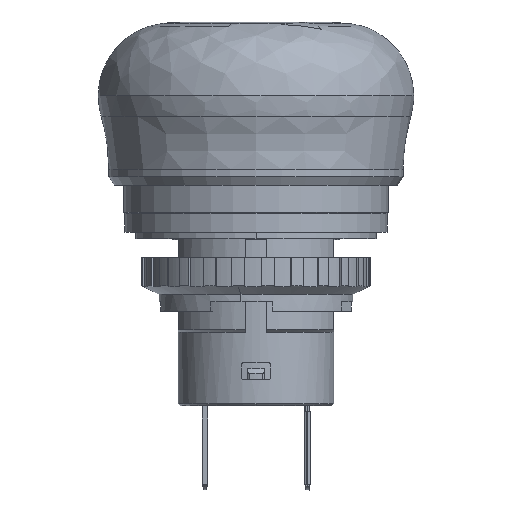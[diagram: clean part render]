
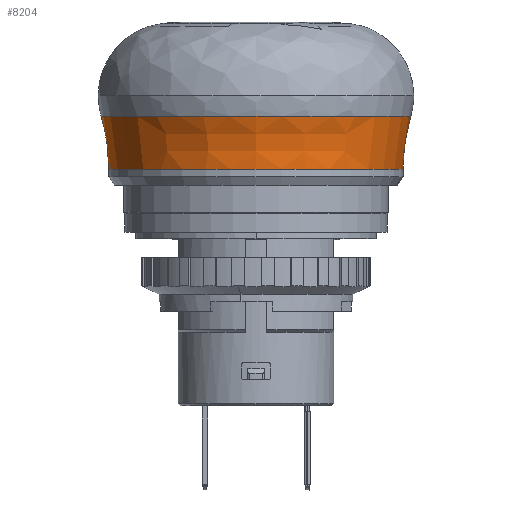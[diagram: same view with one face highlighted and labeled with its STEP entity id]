
A CAD part, front view. The second image highlights one B-rep face of the part: STEP entity #8204.
In plain terms, the highlighted free-form (B-spline) face has degree [3, 3] with [4, 4] control points.
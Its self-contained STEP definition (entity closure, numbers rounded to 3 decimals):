
#95 =( BOUNDED_SURFACE ( )  B_SPLINE_SURFACE ( 3, 3, ( 
 ( #2821, #6650, #10468, #1873 ),
 ( #5701, #9526, #918, #4921 ),
 ( #8757, #131, #3985, #7809 ),
 ( #11635, #3045, #6873, #10700 ) ),
 .UNSPECIFIED., .F., .F., .F. ) 
 B_SPLINE_SURFACE_WITH_KNOTS ( ( 4, 4 ),
 ( 4, 4 ),
 ( 0., 1. ),
 ( 0., 1. ),
 .UNSPECIFIED. ) 
 GEOMETRIC_REPRESENTATION_ITEM ( )  RATIONAL_B_SPLINE_SURFACE ( (
 ( 1., 0.333, 0.333, 1.),
 ( 0.981, 0.327, 0.327, 0.981),
 ( 0.981, 0.327, 0.327, 0.981),
 ( 1., 0.333, 0.333, 1.) ) ) 
 REPRESENTATION_ITEM ( '' )  SURFACE ( )  );
#131 = CARTESIAN_POINT ( 'NONE',  ( -14.212, -28.424, -9.978 ) ) ;
#682 = CIRCLE ( 'NONE', #9326, 14.72 ) ;
#918 = CARTESIAN_POINT ( 'NONE',  ( 13.797, -27.595, -12.88 ) ) ;
#1033 = CARTESIAN_POINT ( 'NONE',  ( 14., 0., -14. ) ) ;
#1571 = VERTEX_POINT ( 'NONE', #11134 ) ;
#1587 = DIRECTION ( 'NONE',  ( 0., 1., 0. ) ) ;
#1873 = CARTESIAN_POINT ( 'NONE',  ( 14.09, 0., -15.797 ) ) ;
#1983 = CARTESIAN_POINT ( 'NONE',  ( 14.72, 0., -8.96 ) ) ;
#2510 = VERTEX_POINT ( 'NONE', #4509 ) ;
#2756 = CARTESIAN_POINT ( 'NONE',  ( 0., 0., -8.96 ) ) ;
#2821 = CARTESIAN_POINT ( 'NONE',  ( -14.09, 0., -15.797 ) ) ;
#3045 = CARTESIAN_POINT ( 'NONE',  ( -15.309, -30.619, -7.26 ) ) ;
#3447 = EDGE_LOOP ( 'NONE', ( #5147, #8923, #4102, #11205 ) ) ;
#3471 = EDGE_CURVE ( 'NONE', #9789, #1571, #7896, .T. ) ;
#3554 = CARTESIAN_POINT ( 'NONE',  ( -14., 0., -12.291 ) ) ;
#3985 = CARTESIAN_POINT ( 'NONE',  ( 14.212, -28.424, -9.978 ) ) ;
#4102 = ORIENTED_EDGE ( 'NONE', *, *, #10447, .F. ) ;
#4319 = AXIS2_PLACEMENT_3D ( 'NONE', #6367, #10185, #1587 ) ;
#4509 = CARTESIAN_POINT ( 'NONE',  ( 14.72, 0., -8.96 ) ) ;
#4921 = CARTESIAN_POINT ( 'NONE',  ( 13.797, 0., -12.88 ) ) ;
#5147 = ORIENTED_EDGE ( 'NONE', *, *, #3471, .F. ) ;
#5227 = CARTESIAN_POINT ( 'NONE',  ( -14., 0., -14. ) ) ;
#5384 = EDGE_CURVE ( 'NONE', #1571, #2510, #682, .T. ) ;
#5701 = CARTESIAN_POINT ( 'NONE',  ( -13.797, 0., -12.88 ) ) ;
#5813 = CARTESIAN_POINT ( 'NONE',  ( 14.242, 0., -10.6 ) ) ;
#6042 = EDGE_CURVE ( 'NONE', #11309, #9789, #9718, .T. ) ;
#6367 = CARTESIAN_POINT ( 'NONE',  ( 0., 0., -14. ) ) ;
#6584 = DIRECTION ( 'NONE',  ( 0., 0., 1. ) ) ;
#6650 = CARTESIAN_POINT ( 'NONE',  ( -14.09, -28.18, -15.797 ) ) ;
#6873 = CARTESIAN_POINT ( 'NONE',  ( 15.309, -30.619, -7.26 ) ) ;
#7376 = CARTESIAN_POINT ( 'NONE',  ( -14.242, 0., -10.6 ) ) ;
#7582 = FACE_OUTER_BOUND ( 'NONE', #3447, .T. ) ;
#7809 = CARTESIAN_POINT ( 'NONE',  ( 14.212, 0., -9.978 ) ) ;
#7818 =( BOUNDED_CURVE ( )  B_SPLINE_CURVE ( 3, ( #1983, #5813, #9638, #1033 ),
 .UNSPECIFIED., .F., .T. ) 
 B_SPLINE_CURVE_WITH_KNOTS ( ( 4, 4 ),
 ( 0.208, 0.792 ),
 .UNSPECIFIED. ) 
 CURVE ( )  GEOMETRIC_REPRESENTATION_ITEM ( )  RATIONAL_B_SPLINE_CURVE ( ( 0.99, 0.984, 0.984, 0.99 ) ) 
 REPRESENTATION_ITEM ( '' )  );
#7896 =( BOUNDED_CURVE ( )  B_SPLINE_CURVE ( 3, ( #12149, #3554, #7376, #11210 ),
 .UNSPECIFIED., .F., .T. ) 
 B_SPLINE_CURVE_WITH_KNOTS ( ( 4, 4 ),
 ( 0.208, 0.792 ),
 .UNSPECIFIED. ) 
 CURVE ( )  GEOMETRIC_REPRESENTATION_ITEM ( )  RATIONAL_B_SPLINE_CURVE ( ( 0.99, 0.984, 0.984, 0.99 ) ) 
 REPRESENTATION_ITEM ( '' )  );
#8204 = ADVANCED_FACE ( 'NONE', ( #7582 ), #95, .F. ) ;
#8757 = CARTESIAN_POINT ( 'NONE',  ( -14.212, 0., -9.978 ) ) ;
#8923 = ORIENTED_EDGE ( 'NONE', *, *, #6042, .F. ) ;
#9326 = AXIS2_PLACEMENT_3D ( 'NONE', #2756, #6584, #10398 ) ;
#9526 = CARTESIAN_POINT ( 'NONE',  ( -13.797, -27.595, -12.88 ) ) ;
#9638 = CARTESIAN_POINT ( 'NONE',  ( 14., 0., -12.291 ) ) ;
#9718 = CIRCLE ( 'NONE', #4319, 14. ) ;
#9789 = VERTEX_POINT ( 'NONE', #5227 ) ;
#10185 = DIRECTION ( 'NONE',  ( 0., 0., -1. ) ) ;
#10398 = DIRECTION ( 'NONE',  ( 0., -1., 0. ) ) ;
#10447 = EDGE_CURVE ( 'NONE', #2510, #11309, #7818, .T. ) ;
#10468 = CARTESIAN_POINT ( 'NONE',  ( 14.09, -28.18, -15.797 ) ) ;
#10700 = CARTESIAN_POINT ( 'NONE',  ( 15.309, 0., -7.26 ) ) ;
#11134 = CARTESIAN_POINT ( 'NONE',  ( -14.72, 0., -8.96 ) ) ;
#11205 = ORIENTED_EDGE ( 'NONE', *, *, #5384, .F. ) ;
#11210 = CARTESIAN_POINT ( 'NONE',  ( -14.72, 0., -8.96 ) ) ;
#11232 = CARTESIAN_POINT ( 'NONE',  ( 14., 0., -14. ) ) ;
#11309 = VERTEX_POINT ( 'NONE', #11232 ) ;
#11635 = CARTESIAN_POINT ( 'NONE',  ( -15.309, 0., -7.26 ) ) ;
#12149 = CARTESIAN_POINT ( 'NONE',  ( -14., 0., -14. ) ) ;
